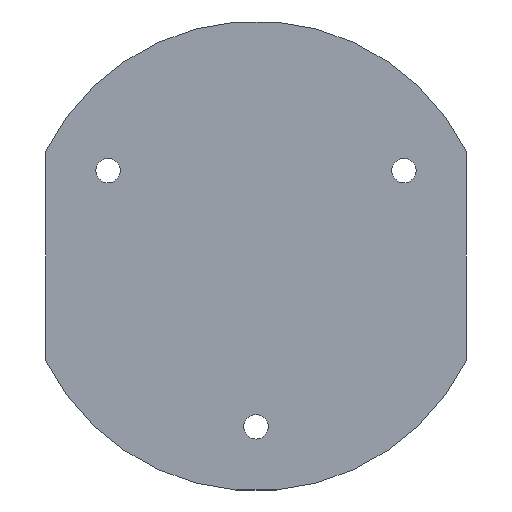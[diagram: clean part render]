
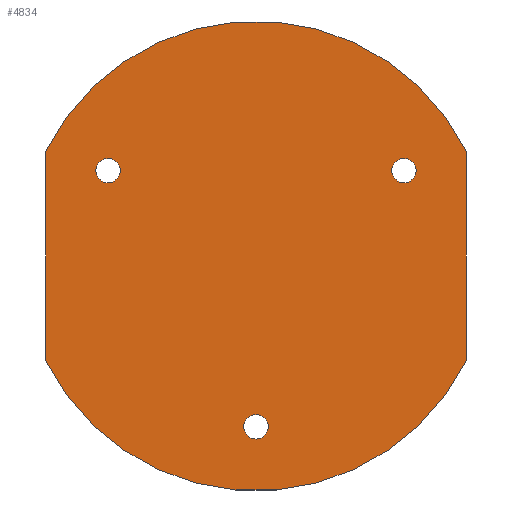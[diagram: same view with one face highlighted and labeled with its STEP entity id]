
A CAD part, front view. The second image highlights one B-rep face of the part: STEP entity #4834.
In plain terms, the highlighted planar face has unit normal (0, -1, 0).
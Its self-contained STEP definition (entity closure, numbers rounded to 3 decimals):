
#1=CARTESIAN_POINT('',(0.,0.,-28.));
#2=DIRECTION('',(0.,-1.,0.));
#3=DIRECTION('',(1.,0.,0.));
#4=AXIS2_PLACEMENT_3D('',#1,#2,#3);
#6=CARTESIAN_POINT('',(0.,0.,-28.));
#7=DIRECTION('',(0.,-1.,0.));
#8=DIRECTION('',(-1.,0.,0.));
#9=AXIS2_PLACEMENT_3D('',#6,#7,#8);
#11=CARTESIAN_POINT('',(24.249,0.,14.));
#12=DIRECTION('',(0.,-1.,0.));
#13=DIRECTION('',(1.,0.,0.));
#14=AXIS2_PLACEMENT_3D('',#11,#12,#13);
#16=CARTESIAN_POINT('',(24.249,0.,14.));
#17=DIRECTION('',(0.,-1.,0.));
#18=DIRECTION('',(-1.,0.,0.));
#19=AXIS2_PLACEMENT_3D('',#16,#17,#18);
#21=CARTESIAN_POINT('',(-24.249,0.,14.));
#22=DIRECTION('',(0.,-1.,0.));
#23=DIRECTION('',(1.,0.,0.));
#24=AXIS2_PLACEMENT_3D('',#21,#22,#23);
#26=CARTESIAN_POINT('',(-24.249,0.,14.));
#27=DIRECTION('',(0.,-1.,0.));
#28=DIRECTION('',(-1.,0.,0.));
#29=AXIS2_PLACEMENT_3D('',#26,#27,#28);
#31=DIRECTION('',(0.,0.,1.));
#32=VECTOR('',#31,34.176);
#33=CARTESIAN_POINT('',(-34.5,0.,-17.088));
#34=LINE('',#33,#32);
#35=CARTESIAN_POINT('',(0.,0.,0.));
#36=DIRECTION('',(0.,1.,0.));
#37=DIRECTION('',(-0.896,0.,0.444));
#38=AXIS2_PLACEMENT_3D('',#35,#36,#37);
#40=DIRECTION('',(0.,0.,-1.));
#41=VECTOR('',#40,34.176);
#42=CARTESIAN_POINT('',(34.5,0.,17.088));
#43=LINE('',#42,#41);
#44=CARTESIAN_POINT('',(0.,0.,0.));
#45=DIRECTION('',(0.,1.,0.));
#46=DIRECTION('',(0.896,0.,-0.444));
#47=AXIS2_PLACEMENT_3D('',#44,#45,#46);
#3625=CARTESIAN_POINT('',(-34.5,0.,-17.088));
#3626=CARTESIAN_POINT('',(-34.5,0.,17.088));
#3627=VERTEX_POINT('',#3625);
#3628=VERTEX_POINT('',#3626);
#3629=CARTESIAN_POINT('',(34.5,0.,17.088));
#3630=VERTEX_POINT('',#3629);
#3631=CARTESIAN_POINT('',(34.5,0.,-17.088));
#3632=VERTEX_POINT('',#3631);
#3633=CARTESIAN_POINT('',(2.,0.,-28.));
#3634=CARTESIAN_POINT('',(-2.,0.,-28.));
#3635=VERTEX_POINT('',#3633);
#3636=VERTEX_POINT('',#3634);
#3637=CARTESIAN_POINT('',(26.249,0.,14.));
#3638=CARTESIAN_POINT('',(22.249,0.,14.));
#3639=VERTEX_POINT('',#3637);
#3640=VERTEX_POINT('',#3638);
#3641=CARTESIAN_POINT('',(-22.249,0.,14.));
#3642=CARTESIAN_POINT('',(-26.249,0.,14.));
#3643=VERTEX_POINT('',#3641);
#3644=VERTEX_POINT('',#3642);
#4801=CARTESIAN_POINT('',(0.,0.,0.));
#4802=DIRECTION('',(0.,1.,0.));
#4803=DIRECTION('',(1.,0.,0.));
#4804=AXIS2_PLACEMENT_3D('',#4801,#4802,#4803);
#4805=PLANE('',#4804);
#4807=ORIENTED_EDGE('',*,*,#4806,.T.);
#4809=ORIENTED_EDGE('',*,*,#4808,.T.);
#4811=ORIENTED_EDGE('',*,*,#4810,.T.);
#4813=ORIENTED_EDGE('',*,*,#4812,.T.);
#4814=EDGE_LOOP('',(#4807,#4809,#4811,#4813));
#4815=FACE_OUTER_BOUND('',#4814,.F.);
#4817=ORIENTED_EDGE('',*,*,#4816,.T.);
#4819=ORIENTED_EDGE('',*,*,#4818,.T.);
#4820=EDGE_LOOP('',(#4817,#4819));
#4821=FACE_BOUND('',#4820,.F.);
#4823=ORIENTED_EDGE('',*,*,#4822,.T.);
#4825=ORIENTED_EDGE('',*,*,#4824,.T.);
#4826=EDGE_LOOP('',(#4823,#4825));
#4827=FACE_BOUND('',#4826,.F.);
#4829=ORIENTED_EDGE('',*,*,#4828,.T.);
#4831=ORIENTED_EDGE('',*,*,#4830,.T.);
#4832=EDGE_LOOP('',(#4829,#4831));
#4833=FACE_BOUND('',#4832,.F.);
#4834=ADVANCED_FACE('',(#4815,#4821,#4827,#4833),#4805,.F.);
#5=CIRCLE('',#4,2.);
#10=CIRCLE('',#9,2.);
#15=CIRCLE('',#14,2.);
#20=CIRCLE('',#19,2.);
#25=CIRCLE('',#24,2.);
#30=CIRCLE('',#29,2.);
#39=CIRCLE('',#38,38.5);
#48=CIRCLE('',#47,38.5);
#4806=EDGE_CURVE('',#3627,#3628,#34,.T.);
#4808=EDGE_CURVE('',#3628,#3630,#39,.T.);
#4810=EDGE_CURVE('',#3630,#3632,#43,.T.);
#4812=EDGE_CURVE('',#3632,#3627,#48,.T.);
#4816=EDGE_CURVE('',#3639,#3640,#15,.T.);
#4818=EDGE_CURVE('',#3640,#3639,#20,.T.);
#4822=EDGE_CURVE('',#3643,#3644,#25,.T.);
#4824=EDGE_CURVE('',#3644,#3643,#30,.T.);
#4828=EDGE_CURVE('',#3635,#3636,#5,.T.);
#4830=EDGE_CURVE('',#3636,#3635,#10,.T.);
